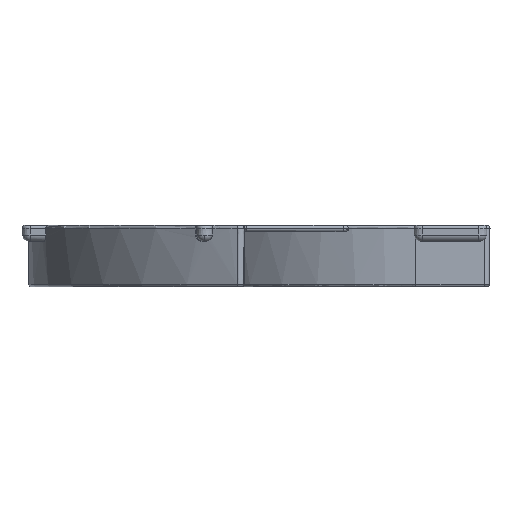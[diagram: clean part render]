
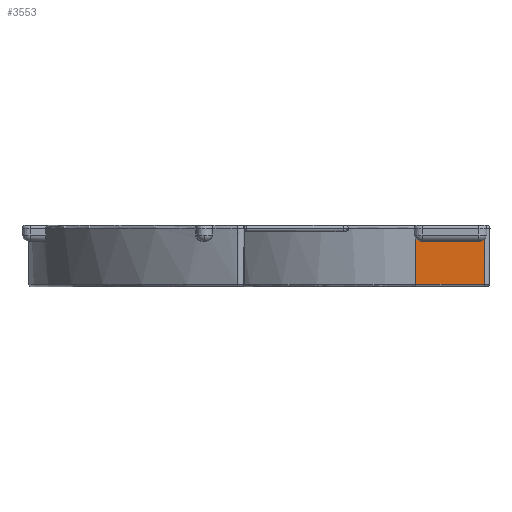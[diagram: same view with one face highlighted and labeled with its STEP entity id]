
A CAD part, left-side view. The second image highlights one B-rep face of the part: STEP entity #3553.
In plain terms, the highlighted planar face has unit normal (-1, 0, -0.009).
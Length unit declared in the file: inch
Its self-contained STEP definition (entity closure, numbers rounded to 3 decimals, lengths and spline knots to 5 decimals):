
#54 = CARTESIAN_POINT ( 'NONE',  ( 29.7707, -2.25466, 0.31534 ) ) ;
#120 = VERTEX_POINT ( 'NONE', #3471 ) ;
#127 = CARTESIAN_POINT ( 'NONE',  ( 29.7707, -2.25467, 0.31567 ) ) ;
#167 = CARTESIAN_POINT ( 'NONE',  ( 29.77208, -1.9846, 0.15748 ) ) ;
#228 = DIRECTION ( 'NONE',  ( -0.009, -0.035, 0.999 ) ) ;
#353 = DIRECTION ( 'NONE',  ( 0., -1., 0. ) ) ;
#372 = VERTEX_POINT ( 'NONE', #6562 ) ;
#382 = ORIENTED_EDGE ( 'NONE', *, *, #5491, .T. ) ;
#387 = FACE_OUTER_BOUND ( 'NONE', #4409, .T. ) ;
#488 = VECTOR ( 'NONE', #8820, 39.37008 ) ;
#640 = CARTESIAN_POINT ( 'NONE',  ( 29.7707, -2.25602, 0.316 ) ) ;
#641 = DIRECTION ( 'NONE',  ( -1., 0., -0.009 ) ) ;
#792 = CARTESIAN_POINT ( 'NONE',  ( 29.7707, -1.90305, 0.31534 ) ) ;
#835 = LINE ( 'NONE', #2372, #11064 ) ;
#867 = ORIENTED_EDGE ( 'NONE', *, *, #4373, .T. ) ;
#1021 = CARTESIAN_POINT ( 'NONE',  ( 29.77071, -2.25465, 0.315 ) ) ;
#1023 = CARTESIAN_POINT ( 'NONE',  ( 29.77696, -2.48873, -0.40094 ) ) ;
#1093 = CARTESIAN_POINT ( 'NONE',  ( 29.77663, -2.48906, -0.36396 ) ) ;
#1295 = EDGE_CURVE ( 'NONE', #1867, #7489, #4208, .T. ) ;
#1341 = EDGE_CURVE ( 'NONE', #3830, #10603, #835, .T. ) ;
#1504 = EDGE_CURVE ( 'NONE', #10603, #9912, #2570, .T. ) ;
#1540 = EDGE_CURVE ( 'NONE', #372, #7670, #7939, .T. ) ;
#1867 = VERTEX_POINT ( 'NONE', #5187 ) ;
#2012 = VECTOR ( 'NONE', #9834, 39.37008 ) ;
#2050 = ORIENTED_EDGE ( 'NONE', *, *, #1540, .T. ) ;
#2372 = CARTESIAN_POINT ( 'NONE',  ( 29.7707, -1.65934, 0.316 ) ) ;
#2405 = CARTESIAN_POINT ( 'NONE',  ( 29.7707, -1.90304, 0.31567 ) ) ;
#2407 = CARTESIAN_POINT ( 'NONE',  ( 29.77663, -1.65934, -0.36396 ) ) ;
#2445 = DIRECTION ( 'NONE',  ( 0., 1., 0. ) ) ;
#2480 = VECTOR ( 'NONE', #3864, 39.37008 ) ;
#2570 = LINE ( 'NONE', #7985, #7022 ) ;
#2906 = ORIENTED_EDGE ( 'NONE', *, *, #1295, .T. ) ;
#3118 = DIRECTION ( 'NONE',  ( -0.009, 0., 1. ) ) ;
#3176 = CARTESIAN_POINT ( 'NONE',  ( 29.77208, -2.17311, 0.15748 ) ) ;
#3351 = EDGE_CURVE ( 'NONE', #10950, #1867, #7145, .T. ) ;
#3471 = CARTESIAN_POINT ( 'NONE',  ( 29.77142, -2.2518, 0.23347 ) ) ;
#3553 = ADVANCED_FACE ( 'NONE', ( #387 ), #4980, .T. ) ;
#3596 = CARTESIAN_POINT ( 'NONE',  ( 29.77071, -2.25465, 0.315 ) ) ;
#3830 = VERTEX_POINT ( 'NONE', #6039 ) ;
#3864 = DIRECTION ( 'NONE',  ( 0., -1., 0. ) ) ;
#4208 = LINE ( 'NONE', #640, #7166 ) ;
#4373 = EDGE_CURVE ( 'NONE', #7489, #10945, #4613, .T. ) ;
#4409 = EDGE_LOOP ( 'NONE', ( #8752, #2906, #867, #5764, #10708, #9095, #2050, #8843, #382, #10232, #9437, #5989 ) ) ;
#4613 =( BOUNDED_CURVE ( )  B_SPLINE_CURVE ( 3, ( #6177, #127, #54, #3596 ),
 .UNSPECIFIED., .F., .F. ) 
 B_SPLINE_CURVE_WITH_KNOTS ( ( 4, 4 ),
 ( 1.57952, 1.6057 ),
 .UNSPECIFIED. ) 
 CURVE ( )  GEOMETRIC_REPRESENTATION_ITEM ( )  RATIONAL_B_SPLINE_CURVE ( ( 1., 1., 1., 1. ) ) 
 REPRESENTATION_ITEM ( '' )  );
#4727 = CARTESIAN_POINT ( 'NONE',  ( 29.7707, -2.25467, 0.316 ) ) ;
#4946 = CARTESIAN_POINT ( 'NONE',  ( 29.77208, -2.17311, 0.15748 ) ) ;
#4980 = PLANE ( 'NONE',  #5001 ) ;
#5001 = AXIS2_PLACEMENT_3D ( 'NONE', #6678, #641, #3118 ) ;
#5054 = LINE ( 'NONE', #9065, #2480 ) ;
#5187 = CARTESIAN_POINT ( 'NONE',  ( 29.7707, -2.49499, 0.316 ) ) ;
#5491 = EDGE_CURVE ( 'NONE', #6512, #3830, #10419, .T. ) ;
#5563 = CARTESIAN_POINT ( 'NONE',  ( 29.77663, -1.65934, -0.36396 ) ) ;
#5746 = LINE ( 'NONE', #5563, #9818 ) ;
#5748 = CARTESIAN_POINT ( 'NONE',  ( 29.77181, -2.25023, 0.18864 ) ) ;
#5764 = ORIENTED_EDGE ( 'NONE', *, *, #8938, .F. ) ;
#5833 = EDGE_CURVE ( 'NONE', #120, #9142, #8440, .T. ) ;
#5989 = ORIENTED_EDGE ( 'NONE', *, *, #8518, .T. ) ;
#6039 = CARTESIAN_POINT ( 'NONE',  ( 29.7707, -1.90304, 0.316 ) ) ;
#6163 = CARTESIAN_POINT ( 'NONE',  ( 29.77681, -1.92748, -0.38434 ) ) ;
#6177 = CARTESIAN_POINT ( 'NONE',  ( 29.7707, -2.25467, 0.316 ) ) ;
#6204 = EDGE_CURVE ( 'NONE', #7670, #6512, #9296, .T. ) ;
#6512 = VERTEX_POINT ( 'NONE', #10998 ) ;
#6562 = CARTESIAN_POINT ( 'NONE',  ( 29.77208, -1.9846, 0.15748 ) ) ;
#6584 = CARTESIAN_POINT ( 'NONE',  ( 29.77142, -2.2518, 0.23347 ) ) ;
#6678 = CARTESIAN_POINT ( 'NONE',  ( 29.77689, -1.65934, -0.3937 ) ) ;
#7022 = VECTOR ( 'NONE', #7040, 39.37008 ) ;
#7040 = DIRECTION ( 'NONE',  ( 0.009, 0., -1. ) ) ;
#7145 = LINE ( 'NONE', #1023, #2012 ) ;
#7166 = VECTOR ( 'NONE', #7619, 39.37008 ) ;
#7489 = VERTEX_POINT ( 'NONE', #4727 ) ;
#7619 = DIRECTION ( 'NONE',  ( 0., 1., 0. ) ) ;
#7670 = VERTEX_POINT ( 'NONE', #8740 ) ;
#7771 = LINE ( 'NONE', #8784, #10984 ) ;
#7939 =( BOUNDED_CURVE ( )  B_SPLINE_CURVE ( 3, ( #167, #9742, #8879, #9674 ),
 .UNSPECIFIED., .F., .F. ) 
 B_SPLINE_CURVE_WITH_KNOTS ( ( 4, 4 ),
 ( 0., 1.53589 ),
 .UNSPECIFIED. ) 
 CURVE ( )  GEOMETRIC_REPRESENTATION_ITEM ( )  RATIONAL_B_SPLINE_CURVE ( ( 1., 0.813, 0.813, 1. ) ) 
 REPRESENTATION_ITEM ( '' )  );
#7985 = CARTESIAN_POINT ( 'NONE',  ( 29.77689, -1.65934, -0.3937 ) ) ;
#8440 =( BOUNDED_CURVE ( )  B_SPLINE_CURVE ( 3, ( #6584, #5748, #10162, #3176 ),
 .UNSPECIFIED., .F., .F. ) 
 B_SPLINE_CURVE_WITH_KNOTS ( ( 4, 4 ),
 ( 4.7473, 6.28319 ),
 .UNSPECIFIED. ) 
 CURVE ( )  GEOMETRIC_REPRESENTATION_ITEM ( )  RATIONAL_B_SPLINE_CURVE ( ( 1., 0.813, 0.813, 1. ) ) 
 REPRESENTATION_ITEM ( '' )  );
#8518 = EDGE_CURVE ( 'NONE', #9912, #10950, #5746, .T. ) ;
#8740 = CARTESIAN_POINT ( 'NONE',  ( 29.77142, -1.90591, 0.23347 ) ) ;
#8752 = ORIENTED_EDGE ( 'NONE', *, *, #3351, .T. ) ;
#8784 = CARTESIAN_POINT ( 'NONE',  ( 29.77707, -2.2292, -0.4136 ) ) ;
#8820 = DIRECTION ( 'NONE',  ( -0.009, 0.035, 0.999 ) ) ;
#8843 = ORIENTED_EDGE ( 'NONE', *, *, #6204, .T. ) ;
#8879 = CARTESIAN_POINT ( 'NONE',  ( 29.77181, -1.90748, 0.18864 ) ) ;
#8938 = EDGE_CURVE ( 'NONE', #120, #10945, #7771, .T. ) ;
#9065 = CARTESIAN_POINT ( 'NONE',  ( 29.77208, -1.65934, 0.15748 ) ) ;
#9095 = ORIENTED_EDGE ( 'NONE', *, *, #10236, .F. ) ;
#9142 = VERTEX_POINT ( 'NONE', #4946 ) ;
#9296 = LINE ( 'NONE', #6163, #488 ) ;
#9437 = ORIENTED_EDGE ( 'NONE', *, *, #1504, .T. ) ;
#9674 = CARTESIAN_POINT ( 'NONE',  ( 29.77142, -1.90591, 0.23347 ) ) ;
#9742 = CARTESIAN_POINT ( 'NONE',  ( 29.77208, -1.93974, 0.15748 ) ) ;
#9818 = VECTOR ( 'NONE', #353, 39.37008 ) ;
#9834 = DIRECTION ( 'NONE',  ( -0.009, -0.009, 1. ) ) ;
#9912 = VERTEX_POINT ( 'NONE', #2407 ) ;
#10162 = CARTESIAN_POINT ( 'NONE',  ( 29.77208, -2.21797, 0.15748 ) ) ;
#10217 = CARTESIAN_POINT ( 'NONE',  ( 29.77071, -1.90306, 0.315 ) ) ;
#10232 = ORIENTED_EDGE ( 'NONE', *, *, #1341, .T. ) ;
#10236 = EDGE_CURVE ( 'NONE', #372, #9142, #5054, .T. ) ;
#10419 =( BOUNDED_CURVE ( )  B_SPLINE_CURVE ( 3, ( #10217, #792, #2405, #11099 ),
 .UNSPECIFIED., .F., .T. ) 
 B_SPLINE_CURVE_WITH_KNOTS ( ( 4, 4 ),
 ( 4.67748, 4.70366 ),
 .UNSPECIFIED. ) 
 CURVE ( )  GEOMETRIC_REPRESENTATION_ITEM ( )  RATIONAL_B_SPLINE_CURVE ( ( 1., 1., 1., 1. ) ) 
 REPRESENTATION_ITEM ( '' )  );
#10593 = CARTESIAN_POINT ( 'NONE',  ( 29.7707, -1.65934, 0.316 ) ) ;
#10603 = VERTEX_POINT ( 'NONE', #10593 ) ;
#10708 = ORIENTED_EDGE ( 'NONE', *, *, #5833, .T. ) ;
#10945 = VERTEX_POINT ( 'NONE', #1021 ) ;
#10950 = VERTEX_POINT ( 'NONE', #1093 ) ;
#10984 = VECTOR ( 'NONE', #228, 39.37008 ) ;
#10998 = CARTESIAN_POINT ( 'NONE',  ( 29.77071, -1.90306, 0.315 ) ) ;
#11064 = VECTOR ( 'NONE', #2445, 39.37008 ) ;
#11099 = CARTESIAN_POINT ( 'NONE',  ( 29.7707, -1.90304, 0.316 ) ) ;
